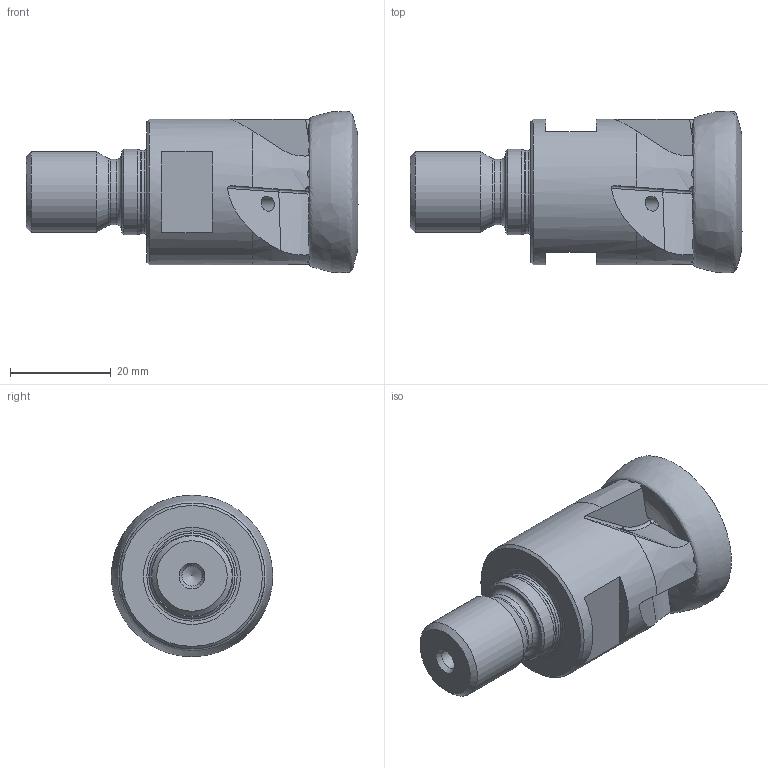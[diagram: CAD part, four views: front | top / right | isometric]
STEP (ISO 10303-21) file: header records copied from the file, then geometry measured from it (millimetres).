
FILE_DESCRIPTION (( 'STEP AP214' ), '1' );
FILE_NAME ('ESF-32-M16-09-4.STEP', '2013-10-02T12:50:35', ( '' ), ( '' ), 'SwSTEP 2.0', 'SolidWorks 2013', '' );
FILE_SCHEMA (( 'AUTOMOTIVE_DESIGN' ));
Length unit declared in the file: millimetre
Products named in the file (1): ESF-32-M16-09-4
Bounding box: 65.98 x 32.02 x 32.02 mm (x, y, z)
Volume: 29000.2 mm3; surface area: 8369.9 mm2
Topology: 1 solids, 5 shells, 128 faces, 321 edges, 207 vertices
Faces by surface type: plane 47, cylinder 43, cone 20, torus 13, bspline 5
Full cylindrical faces by diameter (mm): 3 x4, 4 x1, 13 x1, 16 x1, 16.593 x1, 17 x2, 29 x1
Entity records: 6555 total; most frequent: CARTESIAN_POINT 3803, ORIENTED_EDGE 566, DIRECTION 494, EDGE_CURVE 283, AXIS2_PLACEMENT_3D 211, VERTEX_POINT 195, EDGE_LOOP 164, FACE_OUTER_BOUND 143
